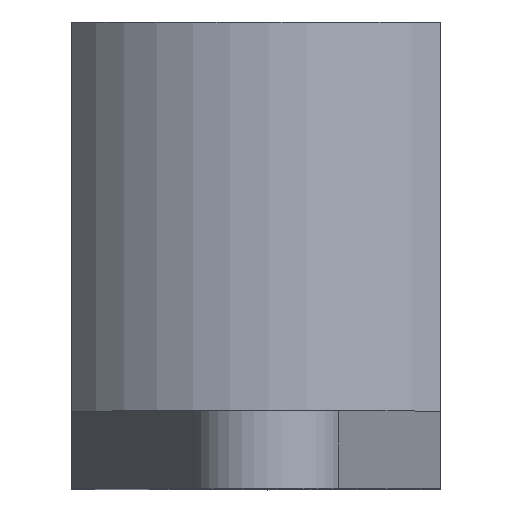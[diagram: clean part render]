
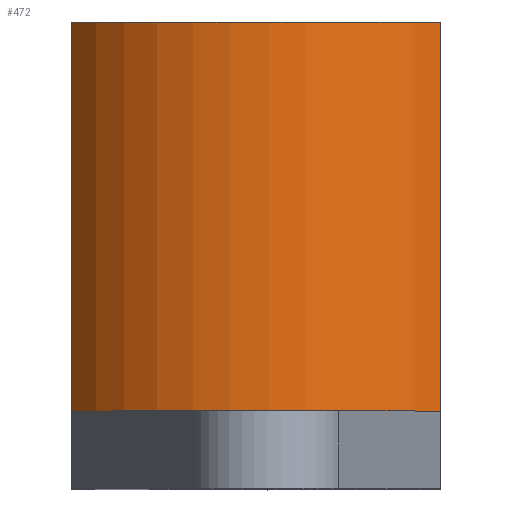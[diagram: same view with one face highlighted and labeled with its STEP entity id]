
A CAD part, top view. The second image highlights one B-rep face of the part: STEP entity #472.
In plain terms, the highlighted cylindrical face has radius 15 mm (diameter 30 mm), a partial arc.
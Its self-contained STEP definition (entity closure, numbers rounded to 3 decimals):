
#37=LINE('',#783,#80);
#38=LINE('',#786,#81);
#80=VECTOR('',#644,10.);
#81=VECTOR('',#647,10.);
#108=CYLINDRICAL_SURFACE('',#538,15.);
#135=FACE_OUTER_BOUND('',#166,.T.);
#166=EDGE_LOOP('',(#369,#370,#371,#372));
#192=CIRCLE('',#527,15.);
#198=CIRCLE('',#539,15.);
#214=VERTEX_POINT('',#730);
#219=VERTEX_POINT('',#744);
#232=VERTEX_POINT('',#782);
#233=VERTEX_POINT('',#784);
#268=EDGE_CURVE('',#219,#214,#192,.T.);
#284=EDGE_CURVE('',#214,#232,#37,.T.);
#285=EDGE_CURVE('',#233,#232,#198,.T.);
#286=EDGE_CURVE('',#219,#233,#38,.T.);
#369=ORIENTED_EDGE('',*,*,#268,.T.);
#370=ORIENTED_EDGE('',*,*,#284,.T.);
#371=ORIENTED_EDGE('',*,*,#285,.F.);
#372=ORIENTED_EDGE('',*,*,#286,.F.);
#472=ADVANCED_FACE('',(#135),#108,.T.);
#527=AXIS2_PLACEMENT_3D('',#748,#610,#611);
#538=AXIS2_PLACEMENT_3D('',#781,#642,#643);
#539=AXIS2_PLACEMENT_3D('',#785,#645,#646);
#610=DIRECTION('center_axis',(0.,1.,0.));
#611=DIRECTION('ref_axis',(-0.833,0.,0.553));
#642=DIRECTION('center_axis',(0.,1.,0.));
#643=DIRECTION('ref_axis',(-0.833,0.,0.553));
#644=DIRECTION('',(0.,1.,0.));
#645=DIRECTION('center_axis',(0.,1.,0.));
#646=DIRECTION('ref_axis',(-0.833,0.,0.553));
#647=DIRECTION('',(0.,1.,0.));
#730=CARTESIAN_POINT('',(11.18,5.,10.));
#744=CARTESIAN_POINT('',(-12.5,5.,8.292));
#748=CARTESIAN_POINT('Origin',(0.,5.,0.));
#781=CARTESIAN_POINT('Origin',(0.,0.,0.));
#782=CARTESIAN_POINT('',(11.18,30.,10.));
#783=CARTESIAN_POINT('',(11.18,0.,10.));
#784=CARTESIAN_POINT('',(-12.5,30.,8.292));
#785=CARTESIAN_POINT('Origin',(0.,30.,0.));
#786=CARTESIAN_POINT('',(-12.5,0.,8.292));
